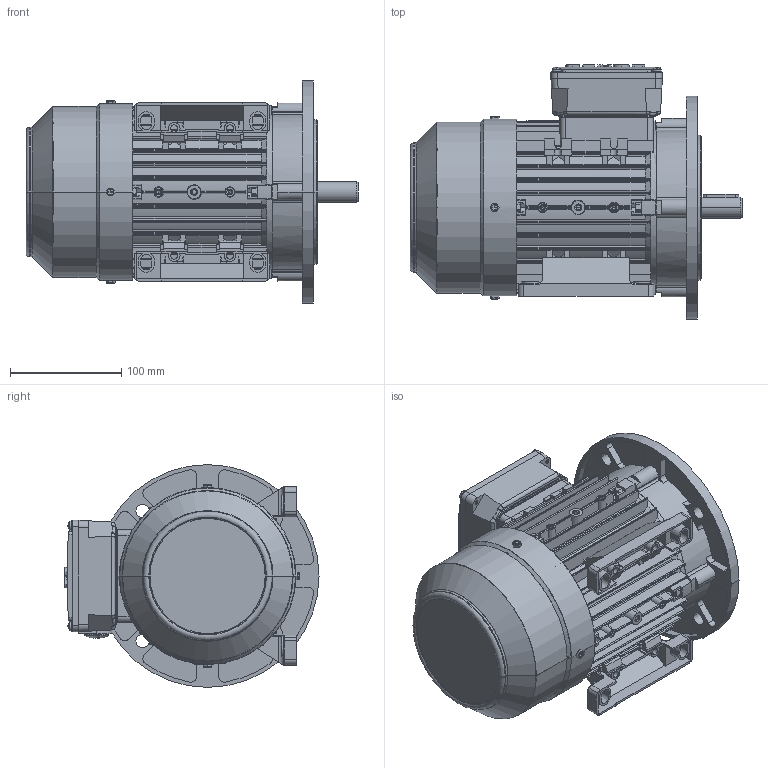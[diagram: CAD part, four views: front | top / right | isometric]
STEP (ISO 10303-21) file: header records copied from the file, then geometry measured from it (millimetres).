
FILE_DESCRIPTION (( 'STEP AP214' ), '1' );
FILE_NAME ('HMA3-80-B35-90171.STEP', '2014-11-06T08:04:01', ( '' ), ( '' ), 'SwSTEP 2.0', 'SolidWorks 2014', '' );
FILE_SCHEMA (( 'AUTOMOTIVE_DESIGN' ));
Length unit declared in the file: millimetre
Products named in the file (24): PG11; spring lock washers--normal type gb_GB_FASTENER_WASHER_SW 5; MSHE80 FANCOVERASSEM_HMA3-80; tbox gasket_80-100; HMA3-80-B35-90171; hexagon socket head cap screws gb_GB_FASTENER_SCREWS_HSHCS M5X30-N; HMC3 80 fancover; MS80-100tbc; hexagon nuts grade c gb_GB_FASTENER_NUT_SNC1 M5-N; cross recessed hex bolts indentation gb_GB_FASTENER_BOLT_CRHHI M4X10-N; GB_唇形密封圈_内包骨架型_FB20X34X7_FB20X34X7; size80-100 T-box base_HMA2 80-100; MSHE 80 TBOX ASSEM_HMA3-80; MSHE80 feet; 80x33 nameplate assem_80*33; plain parallel keys_GB_CONNECTING_PIECE_KEYS_CSK 6X32; plain washers-n series-grade a gb_GB_FASTENER_WASHER_PWNA 4; MSHE80 shield_end; tubular rivets gb_PreviewCfg; MSHE80 frame_HMA3; cross recessed pan head screws gb_GB_CROSS_SCREWS_TYPE1 M4X14-14  H type-N; MSHE80 B5 flange_MSHE80 B5; nameplate-80x33_80*30 MS63-71; MSHE80 shaft
Assembly tree (57 placements, depth 3):
  HMA3-80-B35-90171
    MSHE80 B5 flange_MSHE80 B5
    MSHE80 shield_end
    MSHE80 feet  x2
    MSHE80 FANCOVERASSEM_HMA3-80
      cross recessed hex bolts indentation gb_GB_FASTENER_BOLT_CRHHI M4X10-N  x4
      HMC3 80 fancover
    MSHE80 shaft
    MSHE80 frame_HMA3
    plain parallel keys_GB_CONNECTING_PIECE_KEYS_CSK 6X32
    MSHE 80 TBOX ASSEM_HMA3-80
      size80-100 T-box base_HMA2 80-100
      MS80-100tbc
      tbox gasket_80-100
      PG11  x2
      cross recessed pan head screws gb_GB_CROSS_SCREWS_TYPE1 M4X14-14  H type-N  x4
      plain washers-n series-grade a gb_GB_FASTENER_WASHER_PWNA 4  x4
    hexagon nuts grade c gb_GB_FASTENER_NUT_SNC1 M5-N  x8
    hexagon socket head cap screws gb_GB_FASTENER_SCREWS_HSHCS M5X30-N  x8
    spring lock washers--normal type gb_GB_FASTENER_WASHER_SW 5  x8
    80x33 nameplate assem_80*33
      nameplate-80x33_80*30 MS63-71
      tubular rivets gb_PreviewCfg  x2
    GB_唇形密封圈_内包骨架型_FB20X34X7_FB20X34X7  x2
Bounding box: 298 x 228 x 200 mm (x, y, z)
Volume: 1135240.9 mm3; surface area: 696651.5 mm2
Topology: 54 solids, 54 shells, 3332 faces, 8819 edges, 5632 vertices
Faces by surface type: plane 1654, cylinder 1174, cone 308, torus 116, bspline 68, sphere 12
Entity records: 87220 total; most frequent: CARTESIAN_POINT 22428, ORIENTED_EDGE 13560, DIRECTION 13222, EDGE_CURVE 6780, AXIS2_PLACEMENT_3D 4748, VERTEX_POINT 4390, VECTOR 3726, LINE 3726
